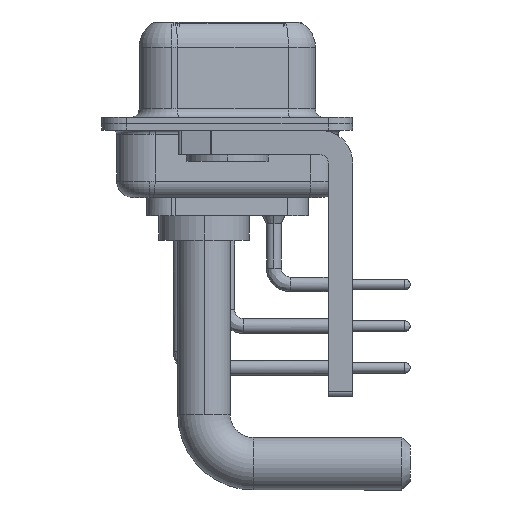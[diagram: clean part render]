
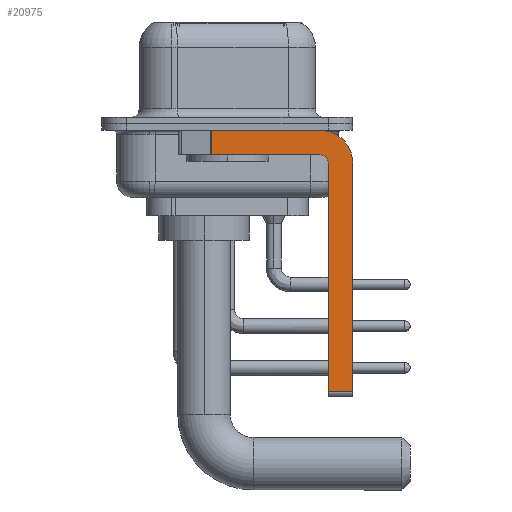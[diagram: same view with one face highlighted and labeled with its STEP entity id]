
A CAD part, left-side view. The second image highlights one B-rep face of the part: STEP entity #20975.
In plain terms, the highlighted planar face has unit normal (-1, 0, 0).
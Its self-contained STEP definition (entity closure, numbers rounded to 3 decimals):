
#34 = VECTOR ( 'NONE', #11637, 1000. ) ;
#152 = CARTESIAN_POINT ( 'NONE',  ( -2.9, -5.65, -0.4 ) ) ;
#993 = DIRECTION ( 'NONE',  ( 0., -1., 0. ) ) ;
#1552 = ORIENTED_EDGE ( 'NONE', *, *, #23406, .F. ) ;
#2339 = DIRECTION ( 'NONE',  ( 0., 0., -1. ) ) ;
#2953 = VECTOR ( 'NONE', #7115, 1000. ) ;
#3665 = DIRECTION ( 'NONE',  ( 0., 0., -1. ) ) ;
#4415 = VECTOR ( 'NONE', #993, 1000. ) ;
#4457 = VERTEX_POINT ( 'NONE', #18047 ) ;
#4786 = CARTESIAN_POINT ( 'NONE',  ( -2.9, 0.978, -1.9 ) ) ;
#4974 = CARTESIAN_POINT ( 'NONE',  ( -2.9, -5.65, -1.9 ) ) ;
#5257 = VERTEX_POINT ( 'NONE', #12237 ) ;
#5861 = CARTESIAN_POINT ( 'NONE',  ( -2.9, -7.65, -2.4 ) ) ;
#7060 = CARTESIAN_POINT ( 'NONE',  ( -2.9, 0.978, -0.4 ) ) ;
#7115 = DIRECTION ( 'NONE',  ( 0., 0., 1. ) ) ;
#7218 = CARTESIAN_POINT ( 'NONE',  ( -2.9, -5.65, -2.4 ) ) ;
#7546 = DIRECTION ( 'NONE',  ( 0., 1., 0. ) ) ;
#8080 = CARTESIAN_POINT ( 'NONE',  ( -2.9, -5.65, -16.35 ) ) ;
#8893 = VERTEX_POINT ( 'NONE', #16123 ) ;
#8929 = ORIENTED_EDGE ( 'NONE', *, *, #27534, .F. ) ;
#9140 = VERTEX_POINT ( 'NONE', #4974 ) ;
#9615 = ORIENTED_EDGE ( 'NONE', *, *, #16488, .F. ) ;
#10321 = AXIS2_PLACEMENT_3D ( 'NONE', #31439, #26719, #14047 ) ;
#11093 = EDGE_CURVE ( 'NONE', #4457, #8893, #16145, .T. ) ;
#11604 = EDGE_LOOP ( 'NONE', ( #1552, #18853, #9615, #19967, #8929, #26003, #22558, #18638 ) ) ;
#11637 = DIRECTION ( 'NONE',  ( 0., -1., 0. ) ) ;
#12237 = CARTESIAN_POINT ( 'NONE',  ( -2.9, -6.15, -16.35 ) ) ;
#12652 = CARTESIAN_POINT ( 'NONE',  ( -2.9, -6.15, -16.6 ) ) ;
#12940 = FACE_OUTER_BOUND ( 'NONE', #11604, .T. ) ;
#14047 = DIRECTION ( 'NONE',  ( 0., 0., 1. ) ) ;
#14323 = LINE ( 'NONE', #29194, #34 ) ;
#14743 = VERTEX_POINT ( 'NONE', #19563 ) ;
#14957 = EDGE_CURVE ( 'NONE', #5257, #8893, #18361, .T. ) ;
#15012 = LINE ( 'NONE', #12652, #2953 ) ;
#15695 = CIRCLE ( 'NONE', #10321, 0.5 ) ;
#15811 = EDGE_CURVE ( 'NONE', #32317, #27071, #31710, .T. ) ;
#15961 = PLANE ( 'NONE',  #28496 ) ;
#16123 = CARTESIAN_POINT ( 'NONE',  ( -2.9, -7.65, -16.35 ) ) ;
#16145 = LINE ( 'NONE', #5861, #17169 ) ;
#16488 = EDGE_CURVE ( 'NONE', #9140, #27071, #33006, .T. ) ;
#17169 = VECTOR ( 'NONE', #3665, 1000. ) ;
#17464 = VECTOR ( 'NONE', #7546, 1000. ) ;
#17658 = CARTESIAN_POINT ( 'NONE',  ( -2.9, -5.65, -1.9 ) ) ;
#18047 = CARTESIAN_POINT ( 'NONE',  ( -2.9, -7.65, -2.4 ) ) ;
#18341 = DIRECTION ( 'NONE',  ( 1., 0., 0. ) ) ;
#18361 = LINE ( 'NONE', #8080, #4415 ) ;
#18638 = ORIENTED_EDGE ( 'NONE', *, *, #18655, .F. ) ;
#18655 = EDGE_CURVE ( 'NONE', #30612, #4457, #32568, .T. ) ;
#18853 = ORIENTED_EDGE ( 'NONE', *, *, #15811, .T. ) ;
#19095 = AXIS2_PLACEMENT_3D ( 'NONE', #7218, #25260, #2339 ) ;
#19563 = CARTESIAN_POINT ( 'NONE',  ( -2.9, -6.15, -2.4 ) ) ;
#19967 = ORIENTED_EDGE ( 'NONE', *, *, #24666, .F. ) ;
#20659 = CARTESIAN_POINT ( 'NONE',  ( -2.9, 0.978, -1.9 ) ) ;
#20710 = DIRECTION ( 'NONE',  ( 0., 0., -1. ) ) ;
#20975 = ADVANCED_FACE ( 'NONE', ( #12940 ), #15961, .F. ) ;
#22558 = ORIENTED_EDGE ( 'NONE', *, *, #11093, .F. ) ;
#23244 = CARTESIAN_POINT ( 'NONE',  ( -2.9, -5.65, -2.4 ) ) ;
#23406 = EDGE_CURVE ( 'NONE', #32317, #30612, #14323, .T. ) ;
#24666 = EDGE_CURVE ( 'NONE', #14743, #9140, #15695, .T. ) ;
#25260 = DIRECTION ( 'NONE',  ( 1., 0., 0. ) ) ;
#26003 = ORIENTED_EDGE ( 'NONE', *, *, #14957, .T. ) ;
#26719 = DIRECTION ( 'NONE',  ( -1., 0., 0. ) ) ;
#27071 = VERTEX_POINT ( 'NONE', #4786 ) ;
#27534 = EDGE_CURVE ( 'NONE', #5257, #14743, #15012, .T. ) ;
#28496 = AXIS2_PLACEMENT_3D ( 'NONE', #23244, #18341, #20710 ) ;
#29194 = CARTESIAN_POINT ( 'NONE',  ( -2.9, 3., -0.4 ) ) ;
#30309 = VECTOR ( 'NONE', #30930, 1000. ) ;
#30612 = VERTEX_POINT ( 'NONE', #152 ) ;
#30930 = DIRECTION ( 'NONE',  ( 0., 0., -1. ) ) ;
#31439 = CARTESIAN_POINT ( 'NONE',  ( -2.9, -5.65, -2.4 ) ) ;
#31710 = LINE ( 'NONE', #20659, #30309 ) ;
#32317 = VERTEX_POINT ( 'NONE', #7060 ) ;
#32568 = CIRCLE ( 'NONE', #19095, 2. ) ;
#33006 = LINE ( 'NONE', #17658, #17464 ) ;
